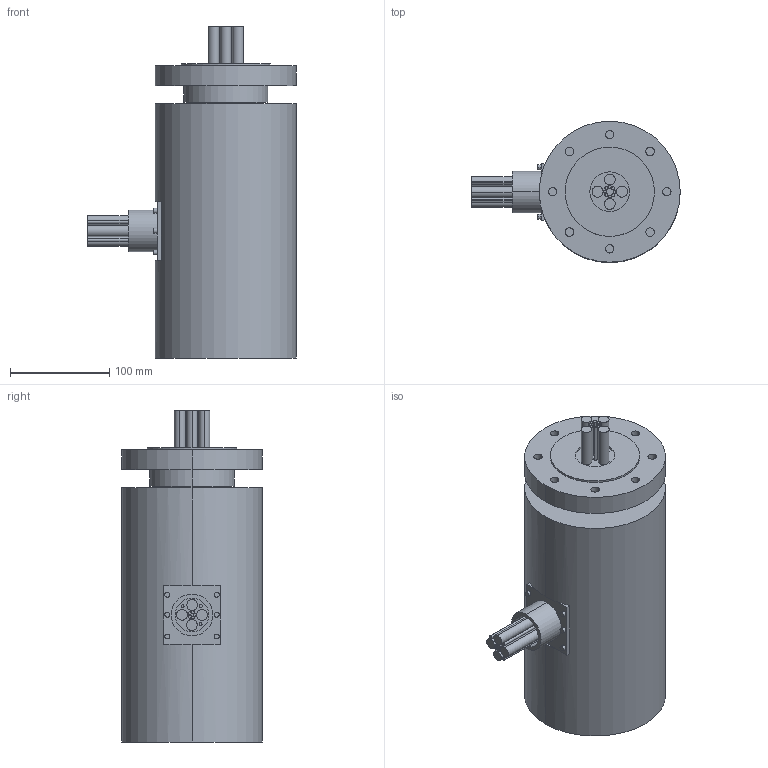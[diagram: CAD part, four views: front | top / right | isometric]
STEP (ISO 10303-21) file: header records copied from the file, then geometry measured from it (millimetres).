
FILE_DESCRIPTION (( 'STEP AP203' ), '1' );
FILE_NAME ('MZ142-P04200-P0810(D2158).STEP', '2020-10-27T09:05:55', ( '微软用户' ), ( '微软中国' ), 'SwSTEP 2.0', 'SolidWorks 2014', '' );
FILE_SCHEMA (( 'CONFIG_CONTROL_DESIGN' ));
Length unit declared in the file: millimetre
Products named in the file (1): MZ142-P04200-P0810(D2158)
Bounding box: 210 x 142 x 334.5 mm (x, y, z)
Volume: 4524987.1 mm3; surface area: 224437.7 mm2
Topology: 1 solids, 1 shells, 172 faces, 379 edges, 238 vertices
Faces by surface type: cylinder 108, plane 48, cone 16
Entity records: 4824 total; most frequent: DIRECTION 933, CARTESIAN_POINT 774, ORIENTED_EDGE 726, AXIS2_PLACEMENT_3D 397, EDGE_CURVE 363, VERTEX_POINT 238, EDGE_LOOP 233, CIRCLE 224
